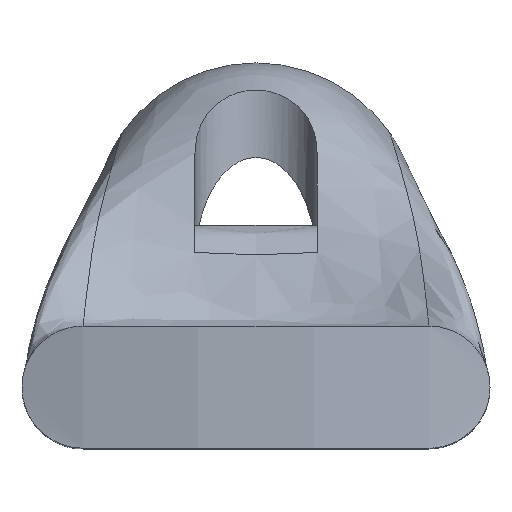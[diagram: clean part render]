
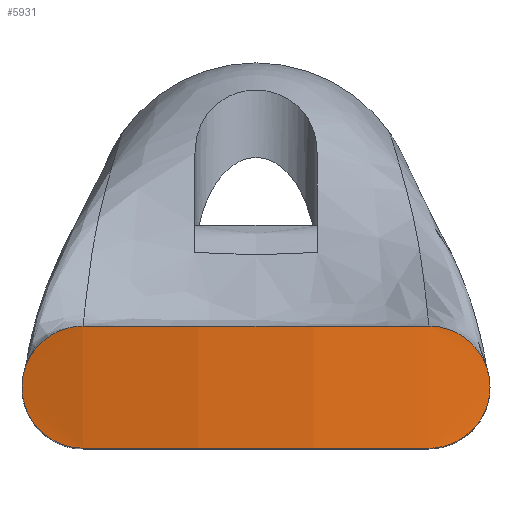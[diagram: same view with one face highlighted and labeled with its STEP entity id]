
A CAD part, top view. The second image highlights one B-rep face of the part: STEP entity #5931.
In plain terms, the highlighted cylindrical face has radius 20 mm (diameter 40 mm), a partial arc.
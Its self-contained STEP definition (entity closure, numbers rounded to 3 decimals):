
#3981=CARTESIAN_POINT('',(-4.25,-2.5,20.183));
#3982=VERTEX_POINT('',#3981);
#3991=CARTESIAN_POINT('',(4.25,-2.5,20.183));
#3992=VERTEX_POINT('',#3991);
#3993=CARTESIAN_POINT('',(0.,-2.5,0.64));
#3994=DIRECTION('',(0.0,-1.0,0.0));
#3995=DIRECTION('',(-0.288,0.0,0.958));
#3996=AXIS2_PLACEMENT_3D('',#3993,#3994,#3995);
#3997=CIRCLE('',#3996,20.);
#3998=EDGE_CURVE('',#3992,#3982,#3997,.T.);
#5856=CARTESIAN_POINT('',(0.,-5.5,0.64));
#5857=DIRECTION('',(0.0,1.0,0.0));
#5858=DIRECTION('',(-0.288,0.0,0.958));
#5859=AXIS2_PLACEMENT_3D('',#5856,#5857,#5858);
#5860=CYLINDRICAL_SURFACE('',#5859,20.);
#5861=CARTESIAN_POINT('',(-4.25,-5.5,20.183));
#5862=VERTEX_POINT('',#5861);
#5863=CARTESIAN_POINT('',(-5.75,-4.0,19.795));
#5864=VERTEX_POINT('',#5863);
#5865=CARTESIAN_POINT('',(-4.25,-5.5,20.183));
#5866=CARTESIAN_POINT('',(-4.44,-5.5,20.141));
#5867=CARTESIAN_POINT('',(-4.642,-5.462,20.094));
#5868=CARTESIAN_POINT('',(-5.014,-5.307,20.002));
#5869=CARTESIAN_POINT('',(-5.183,-5.19,19.957));
#5870=CARTESIAN_POINT('',(-5.447,-4.923,19.884));
#5871=CARTESIAN_POINT('',(-5.561,-4.756,19.851));
#5872=CARTESIAN_POINT('',(-5.712,-4.389,19.807));
#5873=CARTESIAN_POINT('',(-5.75,-4.188,19.795));
#5874=CARTESIAN_POINT('',(-5.75,-4.,19.795));
#5875=B_SPLINE_CURVE_WITH_KNOTS('',3,(#5865,#5866,#5867,#5868,#5869,#5870,#5871,#5872,#5873,#5874),.UNSPECIFIED.,.F.,.U.,(4,2,2,2,4),(0.228,0.286,0.345,0.401,0.458),.UNSPECIFIED.);
#5876=EDGE_CURVE('',#5862,#5864,#5875,.T.);
#5877=ORIENTED_EDGE('',*,*,#5876,.F.);
#5878=CARTESIAN_POINT('',(4.25,-5.5,20.183));
#5879=VERTEX_POINT('',#5878);
#5880=CARTESIAN_POINT('',(0.,-5.5,0.64));
#5881=DIRECTION('',(0.0,1.0,0.0));
#5882=DIRECTION('',(-0.288,0.0,0.958));
#5883=AXIS2_PLACEMENT_3D('',#5880,#5881,#5882);
#5884=CIRCLE('',#5883,20.);
#5885=EDGE_CURVE('',#5862,#5879,#5884,.T.);
#5886=ORIENTED_EDGE('',*,*,#5885,.T.);
#5887=CARTESIAN_POINT('',(5.75,-4.0,19.795));
#5888=VERTEX_POINT('',#5887);
#5889=CARTESIAN_POINT('',(5.75,-4.0,19.795));
#5890=CARTESIAN_POINT('',(5.75,-4.188,19.795));
#5891=CARTESIAN_POINT('',(5.712,-4.389,19.807));
#5892=CARTESIAN_POINT('',(5.561,-4.756,19.851));
#5893=CARTESIAN_POINT('',(5.447,-4.923,19.884));
#5894=CARTESIAN_POINT('',(5.183,-5.19,19.957));
#5895=CARTESIAN_POINT('',(5.014,-5.307,20.002));
#5896=CARTESIAN_POINT('',(4.642,-5.462,20.094));
#5897=CARTESIAN_POINT('',(4.44,-5.5,20.141));
#5898=CARTESIAN_POINT('',(4.25,-5.5,20.183));
#5899=B_SPLINE_CURVE_WITH_KNOTS('',3,(#5889,#5890,#5891,#5892,#5893,#5894,#5895,#5896,#5897,#5898),.UNSPECIFIED.,.F.,.U.,(4,2,2,2,4),(0.458,0.514,0.571,0.629,0.687),.UNSPECIFIED.);
#5900=EDGE_CURVE('',#5888,#5879,#5899,.T.);
#5901=ORIENTED_EDGE('',*,*,#5900,.F.);
#5902=CARTESIAN_POINT('',(4.25,-2.5,20.183));
#5903=CARTESIAN_POINT('',(4.44,-2.5,20.141));
#5904=CARTESIAN_POINT('',(4.642,-2.538,20.094));
#5905=CARTESIAN_POINT('',(5.014,-2.693,20.002));
#5906=CARTESIAN_POINT('',(5.183,-2.81,19.957));
#5907=CARTESIAN_POINT('',(5.447,-3.077,19.884));
#5908=CARTESIAN_POINT('',(5.561,-3.244,19.851));
#5909=CARTESIAN_POINT('',(5.712,-3.611,19.807));
#5910=CARTESIAN_POINT('',(5.75,-3.812,19.795));
#5911=CARTESIAN_POINT('',(5.75,-4.0,19.795));
#5912=B_SPLINE_CURVE_WITH_KNOTS('',3,(#5902,#5903,#5904,#5905,#5906,#5907,#5908,#5909,#5910,#5911),.UNSPECIFIED.,.F.,.U.,(4,2,2,2,4),(0.685,0.744,0.802,0.859,0.915),.UNSPECIFIED.);
#5913=EDGE_CURVE('',#3992,#5888,#5912,.T.);
#5914=ORIENTED_EDGE('',*,*,#5913,.F.);
#5915=ORIENTED_EDGE('',*,*,#3998,.T.);
#5916=CARTESIAN_POINT('',(-5.75,-4.,19.795));
#5917=CARTESIAN_POINT('',(-5.75,-3.812,19.795));
#5918=CARTESIAN_POINT('',(-5.712,-3.611,19.807));
#5919=CARTESIAN_POINT('',(-5.561,-3.244,19.851));
#5920=CARTESIAN_POINT('',(-5.447,-3.077,19.884));
#5921=CARTESIAN_POINT('',(-5.183,-2.81,19.957));
#5922=CARTESIAN_POINT('',(-5.014,-2.693,20.002));
#5923=CARTESIAN_POINT('',(-4.642,-2.538,20.094));
#5924=CARTESIAN_POINT('',(-4.44,-2.5,20.141));
#5925=CARTESIAN_POINT('',(-4.25,-2.5,20.183));
#5926=B_SPLINE_CURVE_WITH_KNOTS('',3,(#5916,#5917,#5918,#5919,#5920,#5921,#5922,#5923,#5924,#5925),.UNSPECIFIED.,.F.,.U.,(4,2,2,2,4),(0.915,0.972,1.028,1.086,1.145),.UNSPECIFIED.);
#5927=EDGE_CURVE('',#5864,#3982,#5926,.T.);
#5928=ORIENTED_EDGE('',*,*,#5927,.F.);
#5929=EDGE_LOOP('',(#5877,#5886,#5901,#5914,#5915,#5928));
#5930=FACE_OUTER_BOUND('',#5929,.T.);
#5931=ADVANCED_FACE('',(#5930),#5860,.T.);
